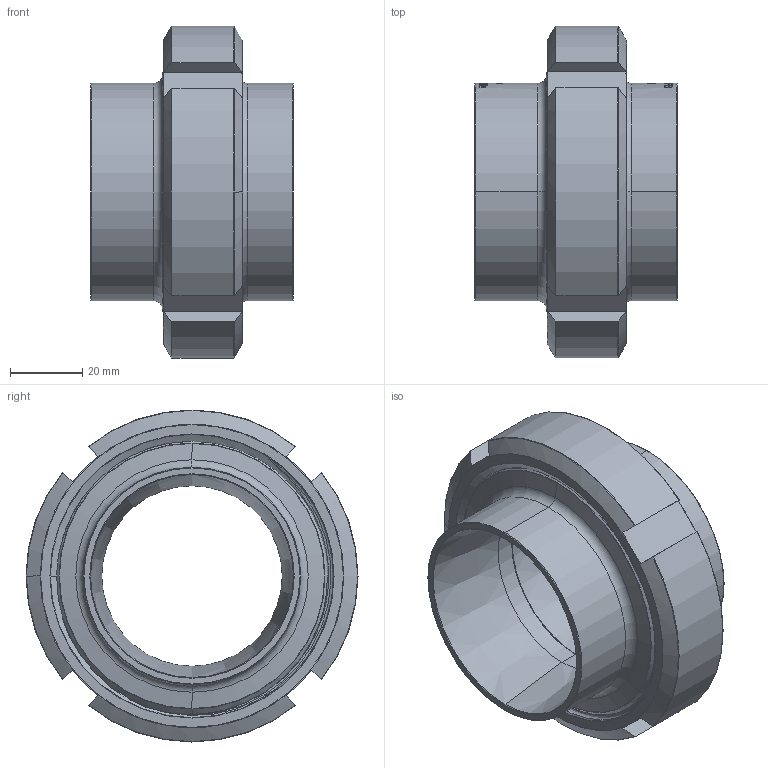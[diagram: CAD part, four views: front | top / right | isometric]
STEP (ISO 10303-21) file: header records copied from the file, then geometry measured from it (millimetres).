
FILE_DESCRIPTION (( 'STEP AP214' ), '1' );
FILE_NAME ('GL-212-060-x Verschraubung S60,3x2,0 heco.STEP', '2017-09-13T07:35:14', ( '' ), ( '' ), 'SwSTEP 2.0', 'SolidWorks 2016', '' );
FILE_SCHEMA (( 'AUTOMOTIVE_DESIGN' ));
Length unit declared in the file: millimetre
Products named in the file (1): GL-212-060-x Verschraubung S60,3x2,0 heco
Bounding box: 56 x 92 x 92 mm (x, y, z)
Volume: 107165.1 mm3; surface area: 55724 mm2
Topology: 4 solids, 4 shells, 688 faces, 1768 edges, 1155 vertices
Faces by surface type: bspline 304, plane 212, cylinder 74, torus 68, cone 30
Entity records: 64011 total; most frequent: CARTESIAN_POINT 41650, ORIENTED_EDGE 3536, DIRECTION 2170, EDGE_CURVE 1768, VERTEX_POINT 1155, EDGE_LOOP 763, VECTOR 738, LINE 738
